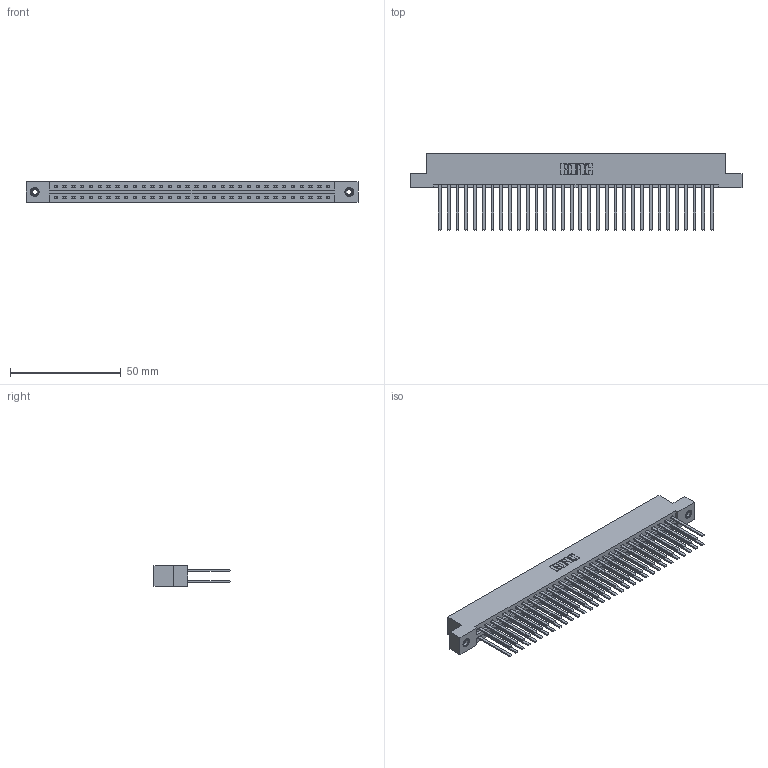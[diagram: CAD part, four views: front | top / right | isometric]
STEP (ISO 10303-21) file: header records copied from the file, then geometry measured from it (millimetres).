
FILE_DESCRIPTION (( 'STEP AP203' ), '1' );
FILE_NAME ('337-064-544-208.STEP', '2018-08-11T06:16:29', ( '' ), ( '' ), 'SwSTEP 2.0', 'SolidWorks 2016', '' );
FILE_SCHEMA (( 'CONFIG_CONTROL_DESIGN' ));
Length unit declared in the file: inch
Products named in the file (4): 337 Part_Flush Mounting Lugs - 0.156 Dia-TI; 345-292-001_345-293-144; 345-250-001_345-250-003-102; 337-064-544-208
Assembly tree (67 placements, depth 2):
  337-064-544-208
    337 Part_Flush Mounting Lugs - 0.156 Dia-TI
    345-292-001_345-293-144  x64
    345-250-001_345-250-003-102  x2
Bounding box: 149.81 x 34.3 x 9.4 mm (x, y, z)
Volume: 16545.6 mm3; surface area: 21562.4 mm2
Topology: 67 solids, 67 shells, 3246 faces, 9599 edges, 6306 vertices
Faces by surface type: plane 2278, cylinder 952, cone 12, torus 4
Entity records: 27106 total; most frequent: CARTESIAN_POINT 4553, ORIENTED_EDGE 4482, DIRECTION 3919, EDGE_CURVE 2241, LINE 2097, VECTOR 2097, VERTEX_POINT 1488, AXIS2_PLACEMENT_3D 911
